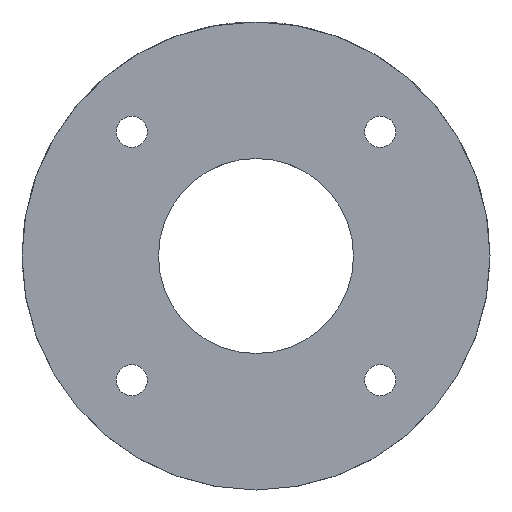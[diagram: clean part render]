
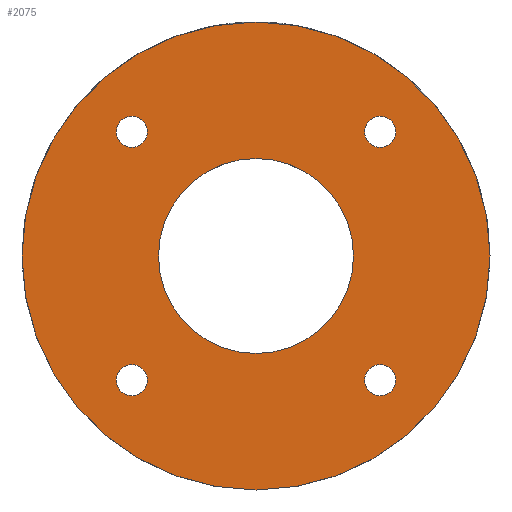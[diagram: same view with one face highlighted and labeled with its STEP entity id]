
A CAD part, front view. The second image highlights one B-rep face of the part: STEP entity #2075.
In plain terms, the highlighted planar face has unit normal (0, -1, 0).
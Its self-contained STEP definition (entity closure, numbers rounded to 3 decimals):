
#7 = EDGE_CURVE ( 'NONE', #1260, #3334, #2531, .T. ) ;
#52 = ORIENTED_EDGE ( 'NONE', *, *, #1551, .T. ) ;
#56 = FACE_BOUND ( 'NONE', #1170, .T. ) ;
#93 = CARTESIAN_POINT ( 'NONE',  ( 0., 0., 0. ) ) ;
#109 = EDGE_CURVE ( 'NONE', #1696, #2688, #1004, .T. ) ;
#122 = DIRECTION ( 'NONE',  ( 0., 0., 1. ) ) ;
#135 = VERTEX_POINT ( 'NONE', #1209 ) ;
#182 = CARTESIAN_POINT ( 'NONE',  ( -31.82, 0., -35.82 ) ) ;
#183 = CARTESIAN_POINT ( 'NONE',  ( 0., 0., 60. ) ) ;
#192 = ORIENTED_EDGE ( 'NONE', *, *, #1722, .T. ) ;
#226 = EDGE_CURVE ( 'NONE', #2200, #2820, #3186, .T. ) ;
#236 = FACE_OUTER_BOUND ( 'NONE', #3110, .T. ) ;
#258 = VERTEX_POINT ( 'NONE', #3512 ) ;
#263 = EDGE_CURVE ( 'NONE', #258, #538, #1057, .T. ) ;
#324 = CARTESIAN_POINT ( 'NONE',  ( -31.82, 0., -31.82 ) ) ;
#361 = ORIENTED_EDGE ( 'NONE', *, *, #1083, .F. ) ;
#378 = DIRECTION ( 'NONE',  ( 0., 1., 0. ) ) ;
#400 = CARTESIAN_POINT ( 'NONE',  ( -31.82, 0., 31.82 ) ) ;
#408 = FACE_BOUND ( 'NONE', #1431, .T. ) ;
#470 = AXIS2_PLACEMENT_3D ( 'NONE', #1292, #3272, #3543 ) ;
#475 = AXIS2_PLACEMENT_3D ( 'NONE', #2424, #704, #2960 ) ;
#500 = FACE_BOUND ( 'NONE', #2893, .T. ) ;
#506 = DIRECTION ( 'NONE',  ( 0., 0., 1. ) ) ;
#519 = DIRECTION ( 'NONE',  ( 0., 1., 0. ) ) ;
#538 = VERTEX_POINT ( 'NONE', #1709 ) ;
#542 = AXIS2_PLACEMENT_3D ( 'NONE', #1932, #3073, #1118 ) ;
#551 = CIRCLE ( 'NONE', #1062, 4. ) ;
#554 = EDGE_CURVE ( 'NONE', #2820, #2200, #551, .T. ) ;
#617 = DIRECTION ( 'NONE',  ( 0., 1., 0. ) ) ;
#636 = AXIS2_PLACEMENT_3D ( 'NONE', #1340, #3284, #506 ) ;
#662 = DIRECTION ( 'NONE',  ( 0., 0., 1. ) ) ;
#665 = ORIENTED_EDGE ( 'NONE', *, *, #7, .T. ) ;
#682 = CARTESIAN_POINT ( 'NONE',  ( 31.82, 0., 31.82 ) ) ;
#704 = DIRECTION ( 'NONE',  ( 0., 1., 0. ) ) ;
#708 = DIRECTION ( 'NONE',  ( 0., 0., 1. ) ) ;
#830 = CARTESIAN_POINT ( 'NONE',  ( 31.82, 0., 31.82 ) ) ;
#866 = CIRCLE ( 'NONE', #2466, 4. ) ;
#929 = CARTESIAN_POINT ( 'NONE',  ( 31.82, 0., -27.82 ) ) ;
#982 = DIRECTION ( 'NONE',  ( 0., 0., 1. ) ) ;
#988 = DIRECTION ( 'NONE',  ( 0., 1., 0. ) ) ;
#1004 = CIRCLE ( 'NONE', #3283, 60. ) ;
#1006 = AXIS2_PLACEMENT_3D ( 'NONE', #3542, #2171, #2689 ) ;
#1057 = CIRCLE ( 'NONE', #475, 25. ) ;
#1062 = AXIS2_PLACEMENT_3D ( 'NONE', #2846, #3113, #1694 ) ;
#1083 = EDGE_CURVE ( 'NONE', #2688, #1696, #1572, .T. ) ;
#1118 = DIRECTION ( 'NONE',  ( 0., 0., 1. ) ) ;
#1128 = EDGE_LOOP ( 'NONE', ( #3502, #2724 ) ) ;
#1136 = AXIS2_PLACEMENT_3D ( 'NONE', #1547, #3526, #708 ) ;
#1170 = EDGE_LOOP ( 'NONE', ( #2559, #52 ) ) ;
#1181 = FACE_BOUND ( 'NONE', #2283, .T. ) ;
#1209 = CARTESIAN_POINT ( 'NONE',  ( 31.82, 0., 35.82 ) ) ;
#1260 = VERTEX_POINT ( 'NONE', #1880 ) ;
#1289 = AXIS2_PLACEMENT_3D ( 'NONE', #682, #1801, #3497 ) ;
#1292 = CARTESIAN_POINT ( 'NONE',  ( -31.82, 0., -31.82 ) ) ;
#1340 = CARTESIAN_POINT ( 'NONE',  ( 0., 0., 0. ) ) ;
#1431 = EDGE_LOOP ( 'NONE', ( #3155, #192 ) ) ;
#1500 = ORIENTED_EDGE ( 'NONE', *, *, #554, .T. ) ;
#1547 = CARTESIAN_POINT ( 'NONE',  ( -31.82, 0., 31.82 ) ) ;
#1551 = EDGE_CURVE ( 'NONE', #2509, #135, #2524, .T. ) ;
#1572 = CIRCLE ( 'NONE', #3134, 60. ) ;
#1574 = ORIENTED_EDGE ( 'NONE', *, *, #226, .T. ) ;
#1605 = VERTEX_POINT ( 'NONE', #3525 ) ;
#1664 = DIRECTION ( 'NONE',  ( 1., 0., 0. ) ) ;
#1694 = DIRECTION ( 'NONE',  ( 0., 0., -1. ) ) ;
#1696 = VERTEX_POINT ( 'NONE', #183 ) ;
#1704 = CIRCLE ( 'NONE', #636, 25. ) ;
#1709 = CARTESIAN_POINT ( 'NONE',  ( 0., 0., -25. ) ) ;
#1720 = DIRECTION ( 'NONE',  ( -1., 0., 0. ) ) ;
#1722 = EDGE_CURVE ( 'NONE', #538, #258, #1704, .T. ) ;
#1735 = AXIS2_PLACEMENT_3D ( 'NONE', #400, #1808, #982 ) ;
#1801 = DIRECTION ( 'NONE',  ( 0., 1., 0. ) ) ;
#1808 = DIRECTION ( 'NONE',  ( 0., 1., 0. ) ) ;
#1824 = CARTESIAN_POINT ( 'NONE',  ( 0., 0., 0. ) ) ;
#1880 = CARTESIAN_POINT ( 'NONE',  ( -31.82, 0., 35.82 ) ) ;
#1907 = ORIENTED_EDGE ( 'NONE', *, *, #2331, .T. ) ;
#1932 = CARTESIAN_POINT ( 'NONE',  ( 0., 0., 0. ) ) ;
#2007 = ORIENTED_EDGE ( 'NONE', *, *, #109, .F. ) ;
#2057 = EDGE_CURVE ( 'NONE', #135, #2509, #866, .T. ) ;
#2075 = ADVANCED_FACE ( 'NONE', ( #2819, #500, #56, #1181, #408, #236 ), #2811, .F. ) ;
#2171 = DIRECTION ( 'NONE',  ( 0., 1., 0. ) ) ;
#2200 = VERTEX_POINT ( 'NONE', #2642 ) ;
#2234 = CARTESIAN_POINT ( 'NONE',  ( -31.82, 0., 27.82 ) ) ;
#2283 = EDGE_LOOP ( 'NONE', ( #665, #1907 ) ) ;
#2331 = EDGE_CURVE ( 'NONE', #3334, #1260, #2348, .T. ) ;
#2348 = CIRCLE ( 'NONE', #1735, 4. ) ;
#2376 = EDGE_CURVE ( 'NONE', #1605, #2396, #2439, .T. ) ;
#2396 = VERTEX_POINT ( 'NONE', #182 ) ;
#2424 = CARTESIAN_POINT ( 'NONE',  ( 0., 0., 0. ) ) ;
#2439 = CIRCLE ( 'NONE', #470, 4. ) ;
#2466 = AXIS2_PLACEMENT_3D ( 'NONE', #830, #519, #1664 ) ;
#2509 = VERTEX_POINT ( 'NONE', #3620 ) ;
#2524 = CIRCLE ( 'NONE', #1289, 4. ) ;
#2531 = CIRCLE ( 'NONE', #1136, 4. ) ;
#2559 = ORIENTED_EDGE ( 'NONE', *, *, #2057, .T. ) ;
#2642 = CARTESIAN_POINT ( 'NONE',  ( 31.82, 0., -35.82 ) ) ;
#2688 = VERTEX_POINT ( 'NONE', #3236 ) ;
#2689 = DIRECTION ( 'NONE',  ( 0., 0., -1. ) ) ;
#2724 = ORIENTED_EDGE ( 'NONE', *, *, #3583, .T. ) ;
#2811 = PLANE ( 'NONE',  #542 ) ;
#2819 = FACE_BOUND ( 'NONE', #1128, .T. ) ;
#2820 = VERTEX_POINT ( 'NONE', #929 ) ;
#2846 = CARTESIAN_POINT ( 'NONE',  ( 31.82, 0., -31.82 ) ) ;
#2893 = EDGE_LOOP ( 'NONE', ( #1500, #1574 ) ) ;
#2960 = DIRECTION ( 'NONE',  ( 0., 0., 1. ) ) ;
#3073 = DIRECTION ( 'NONE',  ( 0., 1., 0. ) ) ;
#3104 = AXIS2_PLACEMENT_3D ( 'NONE', #324, #617, #1720 ) ;
#3110 = EDGE_LOOP ( 'NONE', ( #361, #2007 ) ) ;
#3113 = DIRECTION ( 'NONE',  ( 0., 1., 0. ) ) ;
#3134 = AXIS2_PLACEMENT_3D ( 'NONE', #1824, #988, #122 ) ;
#3155 = ORIENTED_EDGE ( 'NONE', *, *, #263, .T. ) ;
#3186 = CIRCLE ( 'NONE', #1006, 4. ) ;
#3236 = CARTESIAN_POINT ( 'NONE',  ( 0., 0., -60. ) ) ;
#3272 = DIRECTION ( 'NONE',  ( 0., 1., 0. ) ) ;
#3283 = AXIS2_PLACEMENT_3D ( 'NONE', #93, #378, #662 ) ;
#3284 = DIRECTION ( 'NONE',  ( 0., 1., 0. ) ) ;
#3332 = CIRCLE ( 'NONE', #3104, 4. ) ;
#3334 = VERTEX_POINT ( 'NONE', #2234 ) ;
#3497 = DIRECTION ( 'NONE',  ( 1., 0., 0. ) ) ;
#3502 = ORIENTED_EDGE ( 'NONE', *, *, #2376, .T. ) ;
#3512 = CARTESIAN_POINT ( 'NONE',  ( 0., 0., 25. ) ) ;
#3525 = CARTESIAN_POINT ( 'NONE',  ( -31.82, 0., -27.82 ) ) ;
#3526 = DIRECTION ( 'NONE',  ( 0., 1., 0. ) ) ;
#3542 = CARTESIAN_POINT ( 'NONE',  ( 31.82, 0., -31.82 ) ) ;
#3543 = DIRECTION ( 'NONE',  ( -1., 0., 0. ) ) ;
#3583 = EDGE_CURVE ( 'NONE', #2396, #1605, #3332, .T. ) ;
#3620 = CARTESIAN_POINT ( 'NONE',  ( 31.82, 0., 27.82 ) ) ;
